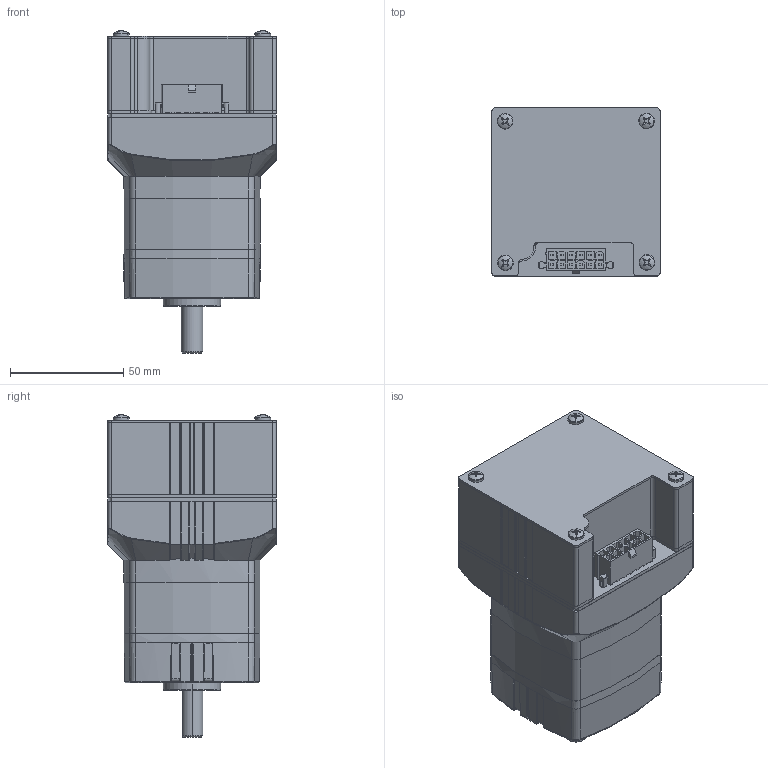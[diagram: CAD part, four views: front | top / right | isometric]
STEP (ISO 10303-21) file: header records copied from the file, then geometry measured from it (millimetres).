
FILE_DESCRIPTION (( 'STEP AP203' ), '1' );
FILE_NAME ('INFM0240.STEP', '2015-10-05T14:42:47', ( 'admin' ), ( '' ), 'SwSTEP 2.0', 'SolidWorks 2014', '' );
FILE_SCHEMA (( 'CONFIG_CONTROL_DESIGN' ));
Length unit declared in the file: inch
Products named in the file (1): INFM0240
Bounding box: 74.17 x 74.17 x 142.02 mm (x, y, z)
Volume: 489338.7 mm3; surface area: 105069.1 mm2
Topology: 22 solids, 22 shells, 1114 faces, 2858 edges, 1830 vertices
Faces by surface type: plane 522, cylinder 245, bspline 157, torus 90, cone 88, sphere 12
Entity records: 45223 total; most frequent: CARTESIAN_POINT 19122, ORIENTED_EDGE 5676, DIRECTION 5064, EDGE_CURVE 2838, AXIS2_PLACEMENT_3D 1830, VERTEX_POINT 1824, VECTOR 1404, LINE 1404
